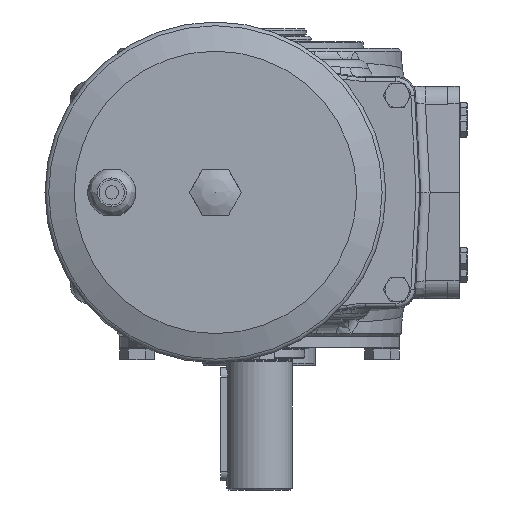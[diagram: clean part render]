
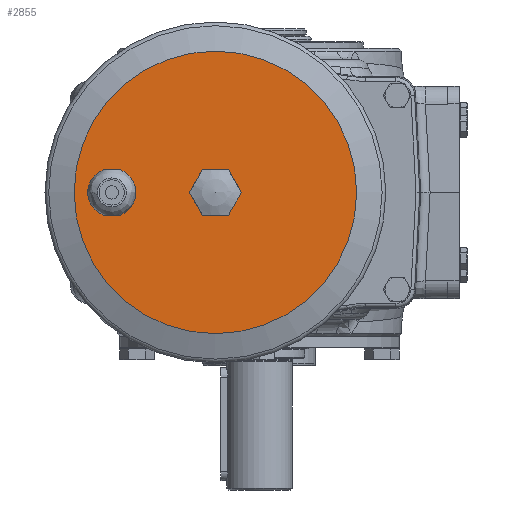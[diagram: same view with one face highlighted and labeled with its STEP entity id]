
A CAD part, left-side view. The second image highlights one B-rep face of the part: STEP entity #2855.
In plain terms, the highlighted planar face has unit normal (-1, 0, 0).
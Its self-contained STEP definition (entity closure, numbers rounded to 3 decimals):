
#2855 = ADVANCED_FACE( '', ( #6227, #6228, #6229 ), #6230, .T. );
#6227 = FACE_BOUND( '', #19343, .T. );
#6228 = FACE_OUTER_BOUND( '', #19344, .T. );
#6229 = FACE_BOUND( '', #19345, .T. );
#6230 = PLANE( '', #19346 );
#19343 = EDGE_LOOP( '', ( #27870, #27871, #27872, #27873 ) );
#19344 = EDGE_LOOP( '', ( #27874 ) );
#19345 = EDGE_LOOP( '', ( #27875, #27876, #27877, #27878, #27879, #27880 ) );
#19346 = AXIS2_PLACEMENT_3D( '', #27881, #27882, #27883 );
#27870 = ORIENTED_EDGE( '', *, *, #29513, .F. );
#27871 = ORIENTED_EDGE( '', *, *, #29685, .F. );
#27872 = ORIENTED_EDGE( '', *, *, #29466, .F. );
#27873 = ORIENTED_EDGE( '', *, *, #31554, .T. );
#27874 = ORIENTED_EDGE( '', *, *, #31648, .T. );
#27875 = ORIENTED_EDGE( '', *, *, #30128, .T. );
#27876 = ORIENTED_EDGE( '', *, *, #30214, .T. );
#27877 = ORIENTED_EDGE( '', *, *, #31766, .T. );
#27878 = ORIENTED_EDGE( '', *, *, #30931, .T. );
#27879 = ORIENTED_EDGE( '', *, *, #29944, .T. );
#27880 = ORIENTED_EDGE( '', *, *, #31885, .T. );
#27881 = CARTESIAN_POINT( '', ( -623.9, 98.4, 0. ) );
#27882 = DIRECTION( '', ( -1., 0., 0. ) );
#27883 = DIRECTION( '', ( 0., 1., 0. ) );
#29466 = EDGE_CURVE( '', #32851, #32854, #32855, .T. );
#29513 = EDGE_CURVE( '', #32933, #32934, #32935, .T. );
#29685 = EDGE_CURVE( '', #32854, #32933, #33220, .T. );
#29944 = EDGE_CURVE( '', #33637, #33641, #33643, .T. );
#30128 = EDGE_CURVE( '', #33934, #33938, #33940, .T. );
#30214 = EDGE_CURVE( '', #33938, #34065, #34067, .T. );
#30931 = EDGE_CURVE( '', #35098, #33637, #35101, .T. );
#31554 = EDGE_CURVE( '', #32851, #32934, #35895, .T. );
#31648 = EDGE_CURVE( '', #36003, #36003, #36004, .T. );
#31766 = EDGE_CURVE( '', #34065, #35098, #36142, .T. );
#31885 = EDGE_CURVE( '', #33641, #33934, #36274, .T. );
#32851 = VERTEX_POINT( '', #38040 );
#32854 = VERTEX_POINT( '', #38044 );
#32855 = CIRCLE( '', #38045, 12.8 );
#32933 = VERTEX_POINT( '', #38167 );
#32934 = VERTEX_POINT( '', #38168 );
#32935 = CIRCLE( '', #38169, 12.8 );
#33220 = LINE( '', #38694, #38695 );
#33637 = VERTEX_POINT( '', #39452 );
#33641 = VERTEX_POINT( '', #39457 );
#33643 = LINE( '', #39460, #39461 );
#33934 = VERTEX_POINT( '', #40194 );
#33938 = VERTEX_POINT( '', #40199 );
#33940 = LINE( '', #40202, #40203 );
#34065 = VERTEX_POINT( '', #40447 );
#34067 = LINE( '', #40450, #40451 );
#35098 = VERTEX_POINT( '', #43045 );
#35101 = LINE( '', #43049, #43050 );
#35895 = LINE( '', #44604, #44605 );
#36003 = VERTEX_POINT( '', #44869 );
#36004 = CIRCLE( '', #44870, 75. );
#36142 = LINE( '', #45168, #45169 );
#36274 = LINE( '', #45366, #45367 );
#38040 = CARTESIAN_POINT( '', ( -623.9, 82.854, 12. ) );
#38044 = CARTESIAN_POINT( '', ( -623.9, 82.854, -12. ) );
#38045 = AXIS2_PLACEMENT_3D( '', #46343, #46344, #46345 );
#38167 = CARTESIAN_POINT( '', ( -623.9, 73.946, -12. ) );
#38168 = CARTESIAN_POINT( '', ( -623.9, 73.946, 12. ) );
#38169 = AXIS2_PLACEMENT_3D( '', #46408, #46409, #46410 );
#38694 = CARTESIAN_POINT( '', ( -623.9, 82.854, -12. ) );
#38695 = VECTOR( '', #46634, 1000. );
#39452 = CARTESIAN_POINT( '', ( -623.9, 37.256, 0. ) );
#39457 = CARTESIAN_POINT( '', ( -623.9, 30.328, 12. ) );
#39460 = CARTESIAN_POINT( '', ( -623.9, 37.256, 0. ) );
#39461 = VECTOR( '', #46935, 1000. );
#40194 = CARTESIAN_POINT( '', ( -623.9, 16.472, 12. ) );
#40199 = CARTESIAN_POINT( '', ( -623.9, 9.544, 0. ) );
#40202 = CARTESIAN_POINT( '', ( -623.9, 16.472, 12. ) );
#40203 = VECTOR( '', #47178, 1000. );
#40447 = CARTESIAN_POINT( '', ( -623.9, 16.472, -12. ) );
#40450 = CARTESIAN_POINT( '', ( -623.9, 9.544, 0. ) );
#40451 = VECTOR( '', #47295, 1000. );
#43045 = CARTESIAN_POINT( '', ( -623.9, 30.328, -12. ) );
#43049 = CARTESIAN_POINT( '', ( -623.9, 30.328, -12. ) );
#43050 = VECTOR( '', #48105, 1000. );
#44604 = CARTESIAN_POINT( '', ( -623.9, 82.854, 12. ) );
#44605 = VECTOR( '', #48709, 1000. );
#44869 = CARTESIAN_POINT( '', ( -623.9, 98.4, 0. ) );
#44870 = AXIS2_PLACEMENT_3D( '', #48779, #48780, #48781 );
#45168 = CARTESIAN_POINT( '', ( -623.9, 16.472, -12. ) );
#45169 = VECTOR( '', #48874, 1000. );
#45366 = CARTESIAN_POINT( '', ( -623.9, 30.328, 12. ) );
#45367 = VECTOR( '', #48967, 1000. );
#46343 = CARTESIAN_POINT( '', ( -623.9, 78.4, 0. ) );
#46344 = DIRECTION( '', ( -1., 0., 0. ) );
#46345 = DIRECTION( '', ( 0., 1., 0. ) );
#46408 = CARTESIAN_POINT( '', ( -623.9, 78.4, 0. ) );
#46409 = DIRECTION( '', ( -1., 0., 0. ) );
#46410 = DIRECTION( '', ( 0., 1., 0. ) );
#46634 = DIRECTION( '', ( 0., -1., 0. ) );
#46935 = DIRECTION( '', ( 0., -0.5, 0.866 ) );
#47178 = DIRECTION( '', ( 0., -0.5, -0.866 ) );
#47295 = DIRECTION( '', ( 0., 0.5, -0.866 ) );
#48105 = DIRECTION( '', ( 0., 0.5, 0.866 ) );
#48709 = DIRECTION( '', ( 0., -1., 0. ) );
#48779 = CARTESIAN_POINT( '', ( -623.9, 23.4, 0. ) );
#48780 = DIRECTION( '', ( -1., 0., 0. ) );
#48781 = DIRECTION( '', ( 0., 1., 0. ) );
#48874 = DIRECTION( '', ( 0., 1., 0. ) );
#48967 = DIRECTION( '', ( 0., -1., 0. ) );
